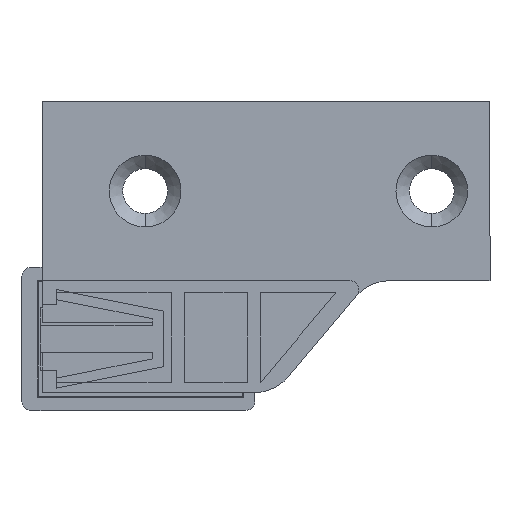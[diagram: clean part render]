
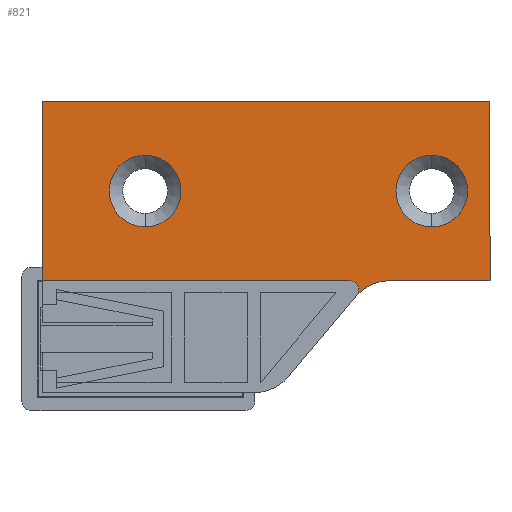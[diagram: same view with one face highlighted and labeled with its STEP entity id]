
A CAD part, left-side view. The second image highlights one B-rep face of the part: STEP entity #821.
In plain terms, the highlighted face is planar.
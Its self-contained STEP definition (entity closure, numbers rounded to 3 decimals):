
#84 = CARTESIAN_POINT ( 'NONE',  ( 10., -11.5, -1.75 ) ) ;
#125 = VECTOR ( 'NONE', #773, 1000. ) ;
#139 = ORIENTED_EDGE ( 'NONE', *, *, #973, .F. ) ;
#143 = VERTEX_POINT ( 'NONE', #3940 ) ;
#146 = CARTESIAN_POINT ( 'NONE',  ( 6., -11.5, -1.75 ) ) ;
#157 = CARTESIAN_POINT ( 'NONE',  ( 20., -38.83, -1.75 ) ) ;
#198 = DIRECTION ( 'NONE',  ( 0., 1., 0. ) ) ;
#209 = CIRCLE ( 'NONE', #2827, 5. ) ;
#293 = CARTESIAN_POINT ( 'NONE',  ( 0., 0., -1.75 ) ) ;
#330 = EDGE_CURVE ( 'NONE', #2168, #3552, #2004, .T. ) ;
#347 = CARTESIAN_POINT ( 'NONE',  ( 21.784, -35.001, -1.75 ) ) ;
#376 = ORIENTED_EDGE ( 'NONE', *, *, #3046, .F. ) ;
#399 = CARTESIAN_POINT ( 'NONE',  ( 10., -11.5, -1.75 ) ) ;
#453 = AXIS2_PLACEMENT_3D ( 'NONE', #3611, #2270, #1293 ) ;
#457 = CARTESIAN_POINT ( 'NONE',  ( 21., -34.354, -1.75 ) ) ;
#489 = VERTEX_POINT ( 'NONE', #347 ) ;
#555 = VECTOR ( 'NONE', #3027, 1000. ) ;
#637 = ORIENTED_EDGE ( 'NONE', *, *, #330, .T. ) ;
#694 = ORIENTED_EDGE ( 'NONE', *, *, #1350, .T. ) ;
#773 = DIRECTION ( 'NONE',  ( 1., 0., 0. ) ) ;
#821 = ADVANCED_FACE ( 'NONE', ( #2935, #1574, #2890 ), #3889, .F. ) ;
#826 = EDGE_LOOP ( 'NONE', ( #1919, #637, #376, #2381, #3397, #986, #1982, #139 ) ) ;
#914 = DIRECTION ( 'NONE',  ( 0., 1., 0. ) ) ;
#955 = AXIS2_PLACEMENT_3D ( 'NONE', #84, #3732, #3751 ) ;
#960 = CARTESIAN_POINT ( 'NONE',  ( 10., -43.5, -1.75 ) ) ;
#973 = EDGE_CURVE ( 'NONE', #2645, #2376, #1747, .T. ) ;
#984 = ORIENTED_EDGE ( 'NONE', *, *, #2512, .T. ) ;
#986 = ORIENTED_EDGE ( 'NONE', *, *, #3813, .F. ) ;
#988 = CARTESIAN_POINT ( 'NONE',  ( 20., -34.354, -1.75 ) ) ;
#999 = AXIS2_PLACEMENT_3D ( 'NONE', #399, #2703, #3376 ) ;
#1006 = DIRECTION ( 'NONE',  ( 0., 1., 0. ) ) ;
#1076 = VERTEX_POINT ( 'NONE', #146 ) ;
#1077 = CIRCLE ( 'NONE', #3692, 4. ) ;
#1094 = LINE ( 'NONE', #2032, #125 ) ;
#1175 = CARTESIAN_POINT ( 'NONE',  ( 25., -38.83, -1.75 ) ) ;
#1210 = ORIENTED_EDGE ( 'NONE', *, *, #3788, .T. ) ;
#1216 = VERTEX_POINT ( 'NONE', #4185 ) ;
#1262 = EDGE_LOOP ( 'NONE', ( #694, #1210 ) ) ;
#1293 = DIRECTION ( 'NONE',  ( 1., 0., 0. ) ) ;
#1295 = CIRCLE ( 'NONE', #955, 4. ) ;
#1340 = CARTESIAN_POINT ( 'NONE',  ( 1.625, -51.935, -1.75 ) ) ;
#1350 = EDGE_CURVE ( 'NONE', #1076, #143, #3617, .T. ) ;
#1418 = CARTESIAN_POINT ( 'NONE',  ( 20., -50., -1.75 ) ) ;
#1422 = VERTEX_POINT ( 'NONE', #157 ) ;
#1442 = DIRECTION ( 'NONE',  ( 0., 0., 1. ) ) ;
#1449 = CIRCLE ( 'NONE', #4220, 4. ) ;
#1503 = CARTESIAN_POINT ( 'NONE',  ( 10., -43.5, -1.75 ) ) ;
#1550 = VECTOR ( 'NONE', #1006, 1000. ) ;
#1554 = CARTESIAN_POINT ( 'NONE',  ( 20., -50., -1.75 ) ) ;
#1571 = EDGE_CURVE ( 'NONE', #1216, #2616, #1449, .T. ) ;
#1574 = FACE_BOUND ( 'NONE', #1262, .T. ) ;
#1638 = DIRECTION ( 'NONE',  ( 1., 0., 0. ) ) ;
#1714 = CARTESIAN_POINT ( 'NONE',  ( 0., -50., -1.75 ) ) ;
#1747 = LINE ( 'NONE', #4058, #3627 ) ;
#1919 = ORIENTED_EDGE ( 'NONE', *, *, #3387, .F. ) ;
#1937 = LINE ( 'NONE', #2165, #2942 ) ;
#1982 = ORIENTED_EDGE ( 'NONE', *, *, #2145, .T. ) ;
#2004 = CIRCLE ( 'NONE', #3450, 1. ) ;
#2032 = CARTESIAN_POINT ( 'NONE',  ( 0., -50., -1.75 ) ) ;
#2145 = EDGE_CURVE ( 'NONE', #3987, #2376, #3641, .T. ) ;
#2165 = CARTESIAN_POINT ( 'NONE',  ( 20., -50., -1.75 ) ) ;
#2168 = VERTEX_POINT ( 'NONE', #988 ) ;
#2270 = DIRECTION ( 'NONE',  ( 0., 0., 1. ) ) ;
#2276 = DIRECTION ( 'NONE',  ( 0., 0., 1. ) ) ;
#2376 = VERTEX_POINT ( 'NONE', #293 ) ;
#2381 = ORIENTED_EDGE ( 'NONE', *, *, #2847, .T. ) ;
#2427 = ORIENTED_EDGE ( 'NONE', *, *, #1571, .T. ) ;
#2437 = EDGE_CURVE ( 'NONE', #3746, #1422, #1937, .T. ) ;
#2512 = EDGE_CURVE ( 'NONE', #2616, #1216, #1077, .T. ) ;
#2616 = VERTEX_POINT ( 'NONE', #3284 ) ;
#2645 = VERTEX_POINT ( 'NONE', #3264 ) ;
#2703 = DIRECTION ( 'NONE',  ( 0., 0., 1. ) ) ;
#2749 = DIRECTION ( 'NONE',  ( 0., 0., 1. ) ) ;
#2827 = AXIS2_PLACEMENT_3D ( 'NONE', #1175, #2749, #4074 ) ;
#2847 = EDGE_CURVE ( 'NONE', #489, #1422, #209, .T. ) ;
#2890 = FACE_OUTER_BOUND ( 'NONE', #826, .T. ) ;
#2935 = FACE_BOUND ( 'NONE', #3276, .T. ) ;
#2942 = VECTOR ( 'NONE', #198, 1000. ) ;
#3027 = DIRECTION ( 'NONE',  ( -0.766, -0.643, 0. ) ) ;
#3046 = EDGE_CURVE ( 'NONE', #489, #3552, #3350, .T. ) ;
#3170 = VECTOR ( 'NONE', #914, 1000. ) ;
#3264 = CARTESIAN_POINT ( 'NONE',  ( 20., 0., -1.75 ) ) ;
#3276 = EDGE_LOOP ( 'NONE', ( #984, #2427 ) ) ;
#3284 = CARTESIAN_POINT ( 'NONE',  ( 6., -43.5, -1.75 ) ) ;
#3350 = LINE ( 'NONE', #1340, #555 ) ;
#3376 = DIRECTION ( 'NONE',  ( 1., 0., 0. ) ) ;
#3387 = EDGE_CURVE ( 'NONE', #2168, #2645, #3896, .T. ) ;
#3397 = ORIENTED_EDGE ( 'NONE', *, *, #2437, .F. ) ;
#3450 = AXIS2_PLACEMENT_3D ( 'NONE', #457, #1442, #4084 ) ;
#3552 = VERTEX_POINT ( 'NONE', #3560 ) ;
#3560 = CARTESIAN_POINT ( 'NONE',  ( 21.643, -35.12, -1.75 ) ) ;
#3611 = CARTESIAN_POINT ( 'NONE',  ( 0., -50., -1.75 ) ) ;
#3617 = CIRCLE ( 'NONE', #999, 4. ) ;
#3627 = VECTOR ( 'NONE', #4037, 1000. ) ;
#3641 = LINE ( 'NONE', #1714, #1550 ) ;
#3692 = AXIS2_PLACEMENT_3D ( 'NONE', #960, #2276, #1638 ) ;
#3732 = DIRECTION ( 'NONE',  ( 0., 0., 1. ) ) ;
#3746 = VERTEX_POINT ( 'NONE', #1418 ) ;
#3751 = DIRECTION ( 'NONE',  ( 1., 0., 0. ) ) ;
#3777 = DIRECTION ( 'NONE',  ( 1., 0., 0. ) ) ;
#3788 = EDGE_CURVE ( 'NONE', #143, #1076, #1295, .T. ) ;
#3813 = EDGE_CURVE ( 'NONE', #3987, #3746, #1094, .T. ) ;
#3839 = CARTESIAN_POINT ( 'NONE',  ( 0., -50., -1.75 ) ) ;
#3889 = PLANE ( 'NONE',  #453 ) ;
#3896 = LINE ( 'NONE', #1554, #3170 ) ;
#3940 = CARTESIAN_POINT ( 'NONE',  ( 14., -11.5, -1.75 ) ) ;
#3987 = VERTEX_POINT ( 'NONE', #3839 ) ;
#4037 = DIRECTION ( 'NONE',  ( -1., 0., 0. ) ) ;
#4058 = CARTESIAN_POINT ( 'NONE',  ( 0., 0., -1.75 ) ) ;
#4074 = DIRECTION ( 'NONE',  ( 1., 0., 0. ) ) ;
#4084 = DIRECTION ( 'NONE',  ( 1., 0., 0. ) ) ;
#4149 = DIRECTION ( 'NONE',  ( 0., 0., 1. ) ) ;
#4185 = CARTESIAN_POINT ( 'NONE',  ( 14., -43.5, -1.75 ) ) ;
#4220 = AXIS2_PLACEMENT_3D ( 'NONE', #1503, #4149, #3777 ) ;
